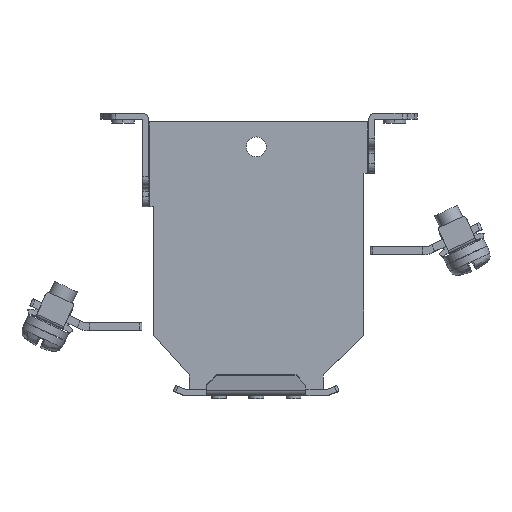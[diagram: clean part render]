
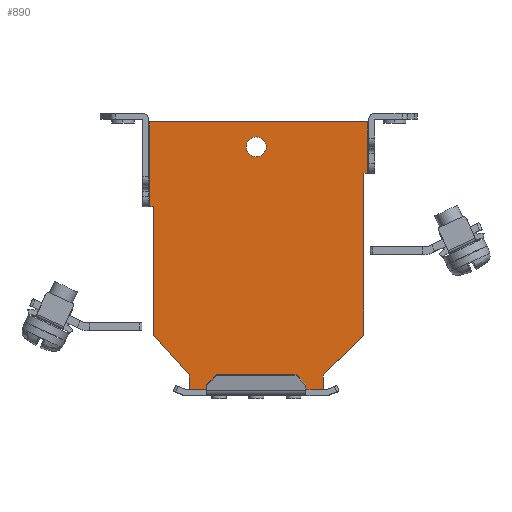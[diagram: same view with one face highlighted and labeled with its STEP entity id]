
A CAD part, top view. The second image highlights one B-rep face of the part: STEP entity #890.
In plain terms, the highlighted face is planar.
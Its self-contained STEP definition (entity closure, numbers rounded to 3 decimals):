
#170 = EDGE_LOOP ( 'NONE', ( #2654, #2652 ) ) ;
#171 = EDGE_LOOP ( 'NONE', ( #2655, #2651, #2650, #2653, #2649, #2648, #2647, #2646, #2645, #2644, #2643, #2642 ) ) ;
#353 = VERTEX_POINT ( 'NONE', #2818 ) ;
#355 = VERTEX_POINT ( 'NONE', #2820 ) ;
#760 = EDGE_CURVE ( 'NONE', #8222, #7872, #6571, .T. ) ;
#890 = ADVANCED_FACE ( 'NONE', ( #4275, #4204 ), #7107, .F. ) ;
#1167 = CARTESIAN_POINT ( 'NONE',  ( 0., -6.7, 26.25 ) ) ;
#1171 = DIRECTION ( 'NONE',  ( 0., 0., -1. ) ) ;
#1172 = DIRECTION ( 'NONE',  ( 0., 1., 0. ) ) ;
#1308 = LINE ( 'NONE', #1309, #9919 ) ;
#1309 = CARTESIAN_POINT ( 'NONE',  ( -22.75, -12., 26.25 ) ) ;
#1310 = DIRECTION ( 'NONE',  ( 1., 0., 0. ) ) ;
#1427 = LINE ( 'NONE', #1428, #9857 ) ;
#1428 = CARTESIAN_POINT ( 'NONE',  ( 21.75, -18.8, 26.25 ) ) ;
#1429 = DIRECTION ( 'NONE',  ( -1., 0., 0. ) ) ;
#2642 = ORIENTED_EDGE ( 'NONE', *, *, #6376, .F. ) ;
#2643 = ORIENTED_EDGE ( 'NONE', *, *, #9410, .T. ) ;
#2644 = ORIENTED_EDGE ( 'NONE', *, *, #760, .F. ) ;
#2645 = ORIENTED_EDGE ( 'NONE', *, *, #6354, .F. ) ;
#2646 = ORIENTED_EDGE ( 'NONE', *, *, #6356, .F. ) ;
#2647 = ORIENTED_EDGE ( 'NONE', *, *, #9372, .F. ) ;
#2648 = ORIENTED_EDGE ( 'NONE', *, *, #6357, .F. ) ;
#2649 = ORIENTED_EDGE ( 'NONE', *, *, #6362, .F. ) ;
#2650 = ORIENTED_EDGE ( 'NONE', *, *, #6368, .F. ) ;
#2651 = ORIENTED_EDGE ( 'NONE', *, *, #6371, .F. ) ;
#2652 = ORIENTED_EDGE ( 'NONE', *, *, #9327, .F. ) ;
#2653 = ORIENTED_EDGE ( 'NONE', *, *, #6363, .F. ) ;
#2654 = ORIENTED_EDGE ( 'NONE', *, *, #6378, .F. ) ;
#2655 = ORIENTED_EDGE ( 'NONE', *, *, #6374, .F. ) ;
#2818 = CARTESIAN_POINT ( 'NONE',  ( 0., -8.7, 26.25 ) ) ;
#2820 = CARTESIAN_POINT ( 'NONE',  ( 0., -4.7, 26.25 ) ) ;
#4096 = AXIS2_PLACEMENT_3D ( 'NONE', #1167, #1171, #1172 ) ;
#4204 = FACE_OUTER_BOUND ( 'NONE', #171, .T. ) ;
#4275 = FACE_BOUND ( 'NONE', #170, .T. ) ;
#4388 = AXIS2_PLACEMENT_3D ( 'NONE', #7108, #7109, #7110 ) ;
#4431 = AXIS2_PLACEMENT_3D ( 'NONE', #4898, #4899, #4900 ) ;
#4432 = VECTOR ( 'NONE', #4895, 1000. ) ;
#4435 = VECTOR ( 'NONE', #4889, 1000. ) ;
#4439 = VECTOR ( 'NONE', #4880, 1000. ) ;
#4443 = VECTOR ( 'NONE', #4871, 1000. ) ;
#4450 = VECTOR ( 'NONE', #4856, 1000. ) ;
#4451 = VECTOR ( 'NONE', #4853, 1000. ) ;
#4459 = VECTOR ( 'NONE', #7662, 1000. ) ;
#4460 = VECTOR ( 'NONE', #7659, 1000. ) ;
#4462 = VECTOR ( 'NONE', #7653, 1000. ) ;
#4851 = LINE ( 'NONE', #4852, #4451 ) ;
#4852 = CARTESIAN_POINT ( 'NONE',  ( -13.5, -52.6, 26.25 ) ) ;
#4853 = DIRECTION ( 'NONE',  ( 0.714, -0.701, 0. ) ) ;
#4854 = LINE ( 'NONE', #4855, #4450 ) ;
#4855 = CARTESIAN_POINT ( 'NONE',  ( -13.5, -28.65, 26.25 ) ) ;
#4856 = DIRECTION ( 'NONE',  ( 0., -1., 0. ) ) ;
#4869 = LINE ( 'NONE', #4870, #4443 ) ;
#4870 = CARTESIAN_POINT ( 'NONE',  ( -0.5, -55.6, 26.25 ) ) ;
#4871 = DIRECTION ( 'NONE',  ( 1., 0., 0. ) ) ;
#4878 = LINE ( 'NONE', #4879, #4439 ) ;
#4879 = CARTESIAN_POINT ( 'NONE',  ( 13.5, -28.65, 26.25 ) ) ;
#4880 = DIRECTION ( 'NONE',  ( 0., 1., 0. ) ) ;
#4887 = LINE ( 'NONE', #4888, #4435 ) ;
#4888 = CARTESIAN_POINT ( 'NONE',  ( 20.65, -44.6, 26.25 ) ) ;
#4889 = DIRECTION ( 'NONE',  ( 0.666, 0.746, 0. ) ) ;
#4893 = LINE ( 'NONE', #4894, #4432 ) ;
#4894 = CARTESIAN_POINT ( 'NONE',  ( 20.65, -28.65, 26.25 ) ) ;
#4895 = DIRECTION ( 'NONE',  ( 0., 1., 0. ) ) ;
#4898 = CARTESIAN_POINT ( 'NONE',  ( 0., -6.7, 26.25 ) ) ;
#4899 = DIRECTION ( 'NONE',  ( 0., 0., -1. ) ) ;
#4900 = DIRECTION ( 'NONE',  ( 0., 1., 0. ) ) ;
#5368 = CARTESIAN_POINT ( 'NONE',  ( 21.45, -1.7, 26.25 ) ) ;
#5474 = CARTESIAN_POINT ( 'NONE',  ( 13.5, -52.6, 26.25 ) ) ;
#5477 = CARTESIAN_POINT ( 'NONE',  ( -13.5, -55.6, 26.25 ) ) ;
#5515 = CARTESIAN_POINT ( 'NONE',  ( -22.45, -1.7, 26.25 ) ) ;
#5562 = CARTESIAN_POINT ( 'NONE',  ( -21.65, -44.6, 26.25 ) ) ;
#5605 = CARTESIAN_POINT ( 'NONE',  ( -22.45, -12., 26.25 ) ) ;
#5620 = CARTESIAN_POINT ( 'NONE',  ( 20.65, -44.6, 26.25 ) ) ;
#5655 = CARTESIAN_POINT ( 'NONE',  ( -13.5, -52.6, 26.25 ) ) ;
#5672 = CARTESIAN_POINT ( 'NONE',  ( 13.5, -55.6, 26.25 ) ) ;
#5718 = CARTESIAN_POINT ( 'NONE',  ( 21.45, -18.8, 26.25 ) ) ;
#5730 = CARTESIAN_POINT ( 'NONE',  ( 20.65, -18.8, 26.25 ) ) ;
#5753 = CARTESIAN_POINT ( 'NONE',  ( -21.65, -12., 26.25 ) ) ;
#6210 = CIRCLE ( 'NONE', #4096, 2. ) ;
#6304 = CIRCLE ( 'NONE', #4431, 2. ) ;
#6354 = EDGE_CURVE ( 'NONE', #7872, #8019, #7651, .T. ) ;
#6356 = EDGE_CURVE ( 'NONE', #8019, #8109, #7657, .T. ) ;
#6357 = EDGE_CURVE ( 'NONE', #8257, #8066, #7660, .T. ) ;
#6362 = EDGE_CURVE ( 'NONE', #8066, #8159, #4851, .T. ) ;
#6363 = EDGE_CURVE ( 'NONE', #8159, #7981, #4854, .T. ) ;
#6368 = EDGE_CURVE ( 'NONE', #7981, #8176, #4869, .T. ) ;
#6371 = EDGE_CURVE ( 'NONE', #8176, #7978, #4878, .T. ) ;
#6374 = EDGE_CURVE ( 'NONE', #7978, #8124, #4887, .T. ) ;
#6376 = EDGE_CURVE ( 'NONE', #8124, #8234, #4893, .T. ) ;
#6378 = EDGE_CURVE ( 'NONE', #355, #353, #6304, .T. ) ;
#6571 = LINE ( 'NONE', #6572, #9031 ) ;
#6572 = CARTESIAN_POINT ( 'NONE',  ( 21.45, -28.65, 26.25 ) ) ;
#6573 = DIRECTION ( 'NONE',  ( 0., 1., 0. ) ) ;
#7107 = PLANE ( 'NONE',  #4388 ) ;
#7108 = CARTESIAN_POINT ( 'NONE',  ( -22.45, -55.6, 26.25 ) ) ;
#7109 = DIRECTION ( 'NONE',  ( 0., 0., 1. ) ) ;
#7110 = DIRECTION ( 'NONE',  ( 1., 0., 0. ) ) ;
#7651 = LINE ( 'NONE', #7652, #4462 ) ;
#7652 = CARTESIAN_POINT ( 'NONE',  ( -0.5, -1.7, 26.25 ) ) ;
#7653 = DIRECTION ( 'NONE',  ( -1., 0., 0. ) ) ;
#7657 = LINE ( 'NONE', #7658, #4460 ) ;
#7658 = CARTESIAN_POINT ( 'NONE',  ( -22.45, -28.65, 26.25 ) ) ;
#7659 = DIRECTION ( 'NONE',  ( 0., -1., 0. ) ) ;
#7660 = LINE ( 'NONE', #7661, #4459 ) ;
#7661 = CARTESIAN_POINT ( 'NONE',  ( -21.65, -28.65, 26.25 ) ) ;
#7662 = DIRECTION ( 'NONE',  ( 0., -1., 0. ) ) ;
#7872 = VERTEX_POINT ( 'NONE', #5368 ) ;
#7978 = VERTEX_POINT ( 'NONE', #5474 ) ;
#7981 = VERTEX_POINT ( 'NONE', #5477 ) ;
#8019 = VERTEX_POINT ( 'NONE', #5515 ) ;
#8066 = VERTEX_POINT ( 'NONE', #5562 ) ;
#8109 = VERTEX_POINT ( 'NONE', #5605 ) ;
#8124 = VERTEX_POINT ( 'NONE', #5620 ) ;
#8159 = VERTEX_POINT ( 'NONE', #5655 ) ;
#8176 = VERTEX_POINT ( 'NONE', #5672 ) ;
#8222 = VERTEX_POINT ( 'NONE', #5718 ) ;
#8234 = VERTEX_POINT ( 'NONE', #5730 ) ;
#8257 = VERTEX_POINT ( 'NONE', #5753 ) ;
#9031 = VECTOR ( 'NONE', #6573, 1000. ) ;
#9327 = EDGE_CURVE ( 'NONE', #353, #355, #6210, .T. ) ;
#9372 = EDGE_CURVE ( 'NONE', #8109, #8257, #1308, .T. ) ;
#9410 = EDGE_CURVE ( 'NONE', #8222, #8234, #1427, .T. ) ;
#9857 = VECTOR ( 'NONE', #1429, 1000. ) ;
#9919 = VECTOR ( 'NONE', #1310, 1000. ) ;
